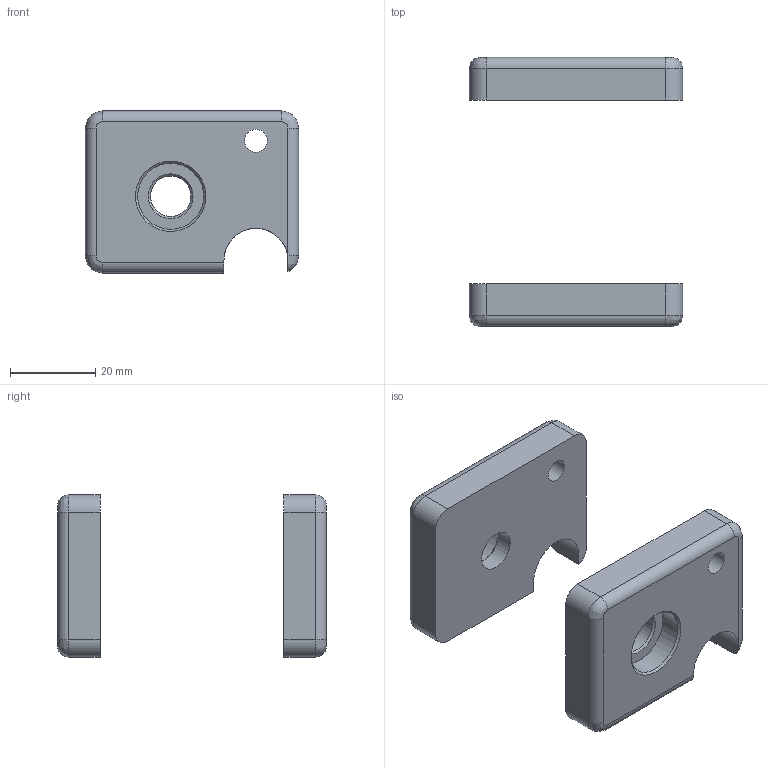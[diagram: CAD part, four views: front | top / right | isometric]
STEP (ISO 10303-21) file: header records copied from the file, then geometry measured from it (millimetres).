
FILE_DESCRIPTION(/* description */ (''),/* implementation_level */ '2;1');
FILE_NAME(/* name */ '11564_KriTec_Abstreif_und_Schmiersystem_10.stp',/* time_stamp */ '2014-09-24T08:56:40+02:00',/* author */ ('kostic'),/* organization */ (''),/* preprocessor_version */ 'ST-DEVELOPER v15.2',/* originating_system */ 'Autodesk Inventor 2014',/* authorisation */ '');
FILE_SCHEMA (('AUTOMOTIVE_DESIGN { 1 0 10303 214 3 1 1 }'));
Length unit declared in the file: millimetre
Products named in the file (3): 11564_KriTec_Abstreif_und_Schmiersystem_10_einzeln_links; 11564_KriTec_Abstreif_und_Schmiersystem_10_einzeln_rechts; 11564_KriTec_Abstreif_und_Schmiersystem_10
Bounding box: 50 x 63.07 x 38 mm (x, y, z)
Volume: 31465.4 mm3; surface area: 11061.2 mm2
Topology: 2 solids, 2 shells, 54 faces, 126 edges, 78 vertices
Faces by surface type: cylinder 24, plane 18, bspline 8, cone 4
Full cylindrical faces by diameter (mm): 5.4 x2, 9.5 x2, 15.5 x2
Entity records: 1628 total; most frequent: CARTESIAN_POINT 349, DIRECTION 274, ORIENTED_EDGE 232, EDGE_CURVE 116, AXIS2_PLACEMENT_3D 111, VERTEX_POINT 78, EDGE_LOOP 74, CIRCLE 60
